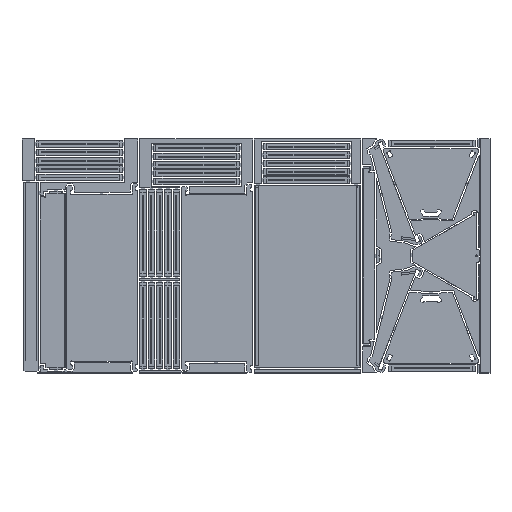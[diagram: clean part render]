
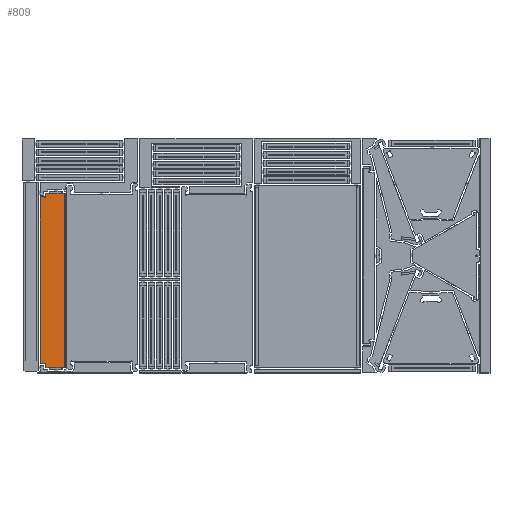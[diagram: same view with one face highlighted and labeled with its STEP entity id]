
A CAD part, top view. The second image highlights one B-rep face of the part: STEP entity #809.
In plain terms, the highlighted planar face has unit normal (0, 0, 1).
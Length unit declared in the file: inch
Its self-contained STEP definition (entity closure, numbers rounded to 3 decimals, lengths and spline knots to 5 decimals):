
#809=ADVANCED_FACE($,(#2133),#17999,.T.);
#2133=FACE_OUTER_BOUND($,#3488,.T.);
#3488=EDGE_LOOP($,(#7950,#7951,#7952,#7953,#7954,#7955,#7956,#7957,#7958,
#7959,#7960,#7961,#7962,#7963,#7964,#7965,#7966,#7967));
#7950=ORIENTED_EDGE($,*,*,#13354,.T.);
#7951=ORIENTED_EDGE($,*,*,#13292,.T.);
#7952=ORIENTED_EDGE($,*,*,#13339,.T.);
#7953=ORIENTED_EDGE($,*,*,#13344,.T.);
#7954=ORIENTED_EDGE($,*,*,#13294,.T.);
#7955=ORIENTED_EDGE($,*,*,#13295,.T.);
#7956=ORIENTED_EDGE($,*,*,#13276,.T.);
#7957=ORIENTED_EDGE($,*,*,#13296,.T.);
#7958=ORIENTED_EDGE($,*,*,#13297,.T.);
#7959=ORIENTED_EDGE($,*,*,#13298,.T.);
#7960=ORIENTED_EDGE($,*,*,#13282,.T.);
#7961=ORIENTED_EDGE($,*,*,#13299,.T.);
#7962=ORIENTED_EDGE($,*,*,#13300,.T.);
#7963=ORIENTED_EDGE($,*,*,#13287,.T.);
#7964=ORIENTED_EDGE($,*,*,#13325,.T.);
#7965=ORIENTED_EDGE($,*,*,#13330,.T.);
#7966=ORIENTED_EDGE($,*,*,#13301,.T.);
#7967=ORIENTED_EDGE($,*,*,#13351,.T.);
#13276=EDGE_CURVE($,#16246,#16247,#21817,.T.);
#13282=EDGE_CURVE($,#16250,#16251,#21823,.T.);
#13287=EDGE_CURVE($,#16253,#16278,#21828,.T.);
#13292=EDGE_CURVE($,#16255,#16292,#21833,.T.);
#13294=EDGE_CURVE($,#16244,#16245,#21835,.T.);
#13295=EDGE_CURVE($,#16245,#16246,#21836,.T.);
#13296=EDGE_CURVE($,#16247,#16248,#21837,.T.);
#13297=EDGE_CURVE($,#16248,#16249,#21838,.T.);
#13298=EDGE_CURVE($,#16249,#16250,#21839,.T.);
#13299=EDGE_CURVE($,#16251,#16252,#21840,.T.);
#13300=EDGE_CURVE($,#16252,#16253,#21841,.T.);
#13301=EDGE_CURVE($,#16254,#16294,#21842,.T.);
#13325=EDGE_CURVE($,#16278,#16285,#19896,.T.);
#13330=EDGE_CURVE($,#16285,#16254,#21868,.T.);
#13339=EDGE_CURVE($,#16292,#16291,#19900,.T.);
#13344=EDGE_CURVE($,#16291,#16244,#21878,.T.);
#13351=EDGE_CURVE($,#16294,#16299,#19904,.T.);
#13354=EDGE_CURVE($,#16299,#16255,#21884,.T.);
#16244=VERTEX_POINT($,#33478);
#16245=VERTEX_POINT($,#33479);
#16246=VERTEX_POINT($,#33480);
#16247=VERTEX_POINT($,#33481);
#16248=VERTEX_POINT($,#33482);
#16249=VERTEX_POINT($,#33483);
#16250=VERTEX_POINT($,#33484);
#16251=VERTEX_POINT($,#33485);
#16252=VERTEX_POINT($,#33486);
#16253=VERTEX_POINT($,#33487);
#16254=VERTEX_POINT($,#33488);
#16255=VERTEX_POINT($,#33489);
#16278=VERTEX_POINT($,#33512);
#16285=VERTEX_POINT($,#33519);
#16291=VERTEX_POINT($,#33525);
#16292=VERTEX_POINT($,#33526);
#16294=VERTEX_POINT($,#33528);
#16299=VERTEX_POINT($,#33533);
#17999=PLANE($,#23062);
#19896=B_SPLINE_CURVE_WITH_KNOTS($,1,(#31160,#31161),.UNSPECIFIED.,.F.,.F.,
(2,2),(-289.2381,-224.2381),.UNSPECIFIED.);
#19900=B_SPLINE_CURVE_WITH_KNOTS($,1,(#31194,#31195),.UNSPECIFIED.,.F.,.F.,
(2,2),(224.2381,289.2381),.UNSPECIFIED.);
#19904=B_SPLINE_CURVE_WITH_KNOTS($,1,(#31222,#31223),.UNSPECIFIED.,.F.,.F.,
(2,2),(6.,916.),.UNSPECIFIED.);
#21817=(
BOUNDED_CURVE()
B_SPLINE_CURVE(2,(#31006,#31007,#31008,#31009,#31010),.UNSPECIFIED.,.F.,
.F.)
B_SPLINE_CURVE_WITH_KNOTS((3,2,3),(34691.7861,34692.08062,34692.37515),
.UNSPECIFIED.)
CURVE()
GEOMETRIC_REPRESENTATION_ITEM()
RATIONAL_B_SPLINE_CURVE((1.,0.707,1.,0.707,1.))
REPRESENTATION_ITEM($)
);
#21823=(
BOUNDED_CURVE()
B_SPLINE_CURVE(2,(#31024,#31025,#31026,#31027,#31028),.UNSPECIFIED.,.F.,
.F.)
B_SPLINE_CURVE_WITH_KNOTS((3,2,3),(34728.34008,34728.63461,34728.92913),
.UNSPECIFIED.)
CURVE()
GEOMETRIC_REPRESENTATION_ITEM()
RATIONAL_B_SPLINE_CURVE((1.,0.707,1.,0.707,1.))
REPRESENTATION_ITEM($)
);
#21828=(
BOUNDED_CURVE()
B_SPLINE_CURVE(2,(#31040,#31041,#31042),.UNSPECIFIED.,.F.,.F.)
B_SPLINE_CURVE_WITH_KNOTS((3,3),(34730.02286,34730.31738),.UNSPECIFIED.)
CURVE()
GEOMETRIC_REPRESENTATION_ITEM()
RATIONAL_B_SPLINE_CURVE((1.,0.707,1.))
REPRESENTATION_ITEM($)
);
#21833=(
BOUNDED_CURVE()
B_SPLINE_CURVE(2,(#31057,#31058,#31059),.UNSPECIFIED.,.F.,.F.)
B_SPLINE_CURVE_WITH_KNOTS((3,3),(34770.49462,34770.78915),.UNSPECIFIED.)
CURVE()
GEOMETRIC_REPRESENTATION_ITEM()
RATIONAL_B_SPLINE_CURVE((1.,0.707,1.))
REPRESENTATION_ITEM($)
);
#21835=(
BOUNDED_CURVE()
B_SPLINE_CURVE(2,(#31065,#31066,#31067),.UNSPECIFIED.,.F.,.F.)
B_SPLINE_CURVE_WITH_KNOTS((3,3),(34690.69237,34691.26386),.UNSPECIFIED.)
CURVE()
GEOMETRIC_REPRESENTATION_ITEM()
RATIONAL_B_SPLINE_CURVE((1.,1.,1.))
REPRESENTATION_ITEM($)
);
#21836=(
BOUNDED_CURVE()
B_SPLINE_CURVE(2,(#31068,#31069,#31070),.UNSPECIFIED.,.F.,.F.)
B_SPLINE_CURVE_WITH_KNOTS((3,3),(34691.26386,34691.7861),.UNSPECIFIED.)
CURVE()
GEOMETRIC_REPRESENTATION_ITEM()
RATIONAL_B_SPLINE_CURVE((1.,1.,1.))
REPRESENTATION_ITEM($)
);
#21837=(
BOUNDED_CURVE()
B_SPLINE_CURVE(2,(#31071,#31072,#31073),.UNSPECIFIED.,.F.,.F.)
B_SPLINE_CURVE_WITH_KNOTS((3,3),(34692.37515,34693.23163),.UNSPECIFIED.)
CURVE()
GEOMETRIC_REPRESENTATION_ITEM()
RATIONAL_B_SPLINE_CURVE((1.,1.,1.))
REPRESENTATION_ITEM($)
);
#21838=(
BOUNDED_CURVE()
B_SPLINE_CURVE(2,(#31074,#31075,#31076),.UNSPECIFIED.,.F.,.F.)
B_SPLINE_CURVE_WITH_KNOTS((3,3),(34693.23163,34727.4836),.UNSPECIFIED.)
CURVE()
GEOMETRIC_REPRESENTATION_ITEM()
RATIONAL_B_SPLINE_CURVE((1.,1.,1.))
REPRESENTATION_ITEM($)
);
#21839=(
BOUNDED_CURVE()
B_SPLINE_CURVE(2,(#31077,#31078,#31079),.UNSPECIFIED.,.F.,.F.)
B_SPLINE_CURVE_WITH_KNOTS((3,3),(34727.4836,34728.34008),.UNSPECIFIED.)
CURVE()
GEOMETRIC_REPRESENTATION_ITEM()
RATIONAL_B_SPLINE_CURVE((1.,1.,1.))
REPRESENTATION_ITEM($)
);
#21840=(
BOUNDED_CURVE()
B_SPLINE_CURVE(2,(#31080,#31081,#31082),.UNSPECIFIED.,.F.,.F.)
B_SPLINE_CURVE_WITH_KNOTS((3,3),(34728.92913,34729.45137),.UNSPECIFIED.)
CURVE()
GEOMETRIC_REPRESENTATION_ITEM()
RATIONAL_B_SPLINE_CURVE((1.,1.,1.))
REPRESENTATION_ITEM($)
);
#21841=(
BOUNDED_CURVE()
B_SPLINE_CURVE(2,(#31083,#31084,#31085),.UNSPECIFIED.,.F.,.F.)
B_SPLINE_CURVE_WITH_KNOTS((3,3),(34729.45137,34730.02286),.UNSPECIFIED.)
CURVE()
GEOMETRIC_REPRESENTATION_ITEM()
RATIONAL_B_SPLINE_CURVE((1.,1.,1.))
REPRESENTATION_ITEM($)
);
#21842=(
BOUNDED_CURVE()
B_SPLINE_CURVE(2,(#31086,#31087,#31088),.UNSPECIFIED.,.F.,.F.)
B_SPLINE_CURVE_WITH_KNOTS((3,3),(34734.01708,34734.2506),.UNSPECIFIED.)
CURVE()
GEOMETRIC_REPRESENTATION_ITEM()
RATIONAL_B_SPLINE_CURVE((1.,1.,1.))
REPRESENTATION_ITEM($)
);
#21868=(
BOUNDED_CURVE()
B_SPLINE_CURVE(2,(#31170,#31171,#31172),.UNSPECIFIED.,.F.,.F.)
B_SPLINE_CURVE_WITH_KNOTS((3,3),(34733.72256,34734.01708),.UNSPECIFIED.)
CURVE()
GEOMETRIC_REPRESENTATION_ITEM()
RATIONAL_B_SPLINE_CURVE((1.,0.707,1.))
REPRESENTATION_ITEM($)
);
#21878=(
BOUNDED_CURVE()
B_SPLINE_CURVE(2,(#31204,#31205,#31206),.UNSPECIFIED.,.F.,.F.)
B_SPLINE_CURVE_WITH_KNOTS((3,3),(34690.39785,34690.69237),.UNSPECIFIED.)
CURVE()
GEOMETRIC_REPRESENTATION_ITEM()
RATIONAL_B_SPLINE_CURVE((1.,0.707,1.))
REPRESENTATION_ITEM($)
);
#21884=(
BOUNDED_CURVE()
B_SPLINE_CURVE(2,(#31228,#31229,#31230),.UNSPECIFIED.,.F.,.F.)
B_SPLINE_CURVE_WITH_KNOTS((3,3),(34770.2611,34770.49462),.UNSPECIFIED.)
CURVE()
GEOMETRIC_REPRESENTATION_ITEM()
RATIONAL_B_SPLINE_CURVE((1.,1.,1.))
REPRESENTATION_ITEM($)
);
#23062=AXIS2_PLACEMENT_3D($,#32861,#24101,$);
#24101=DIRECTION($,(0.,0.,1.));
#31006=CARTESIAN_POINT($,(4.84736,36.39386,0.));
#31007=CARTESIAN_POINT($,(4.97994,36.26128,0.));
#31008=CARTESIAN_POINT($,(4.84736,36.12869,0.));
#31009=CARTESIAN_POINT($,(4.71478,35.99611,0.));
#31010=CARTESIAN_POINT($,(4.5822,36.12869,0.));
#31024=CARTESIAN_POINT($,(4.5822,1.87673,0.));
#31025=CARTESIAN_POINT($,(4.71478,2.00931,0.));
#31026=CARTESIAN_POINT($,(4.84736,1.87673,0.));
#31027=CARTESIAN_POINT($,(4.97994,1.74414,0.));
#31028=CARTESIAN_POINT($,(4.84736,1.61156,0.));
#31040=CARTESIAN_POINT($,(5.41885,1.08932,0.));
#31041=CARTESIAN_POINT($,(5.55143,1.22191,0.));
#31042=CARTESIAN_POINT($,(5.68401,1.08932,0.));
#31057=CARTESIAN_POINT($,(8.50823,36.9161,0.));
#31058=CARTESIAN_POINT($,(8.37565,36.78351,0.));
#31059=CARTESIAN_POINT($,(8.24307,36.9161,0.));
#31065=CARTESIAN_POINT($,(5.41885,36.9161,0.));
#31066=CARTESIAN_POINT($,(5.1331,36.9161,0.));
#31067=CARTESIAN_POINT($,(4.84736,36.9161,0.));
#31068=CARTESIAN_POINT($,(4.84736,36.9161,0.));
#31069=CARTESIAN_POINT($,(4.84736,36.65498,0.));
#31070=CARTESIAN_POINT($,(4.84736,36.39386,0.));
#31071=CARTESIAN_POINT($,(4.5822,36.12869,0.));
#31072=CARTESIAN_POINT($,(4.15395,36.12869,0.));
#31073=CARTESIAN_POINT($,(3.72571,36.12869,0.));
#31074=CARTESIAN_POINT($,(3.72571,36.12869,0.));
#31075=CARTESIAN_POINT($,(3.72571,19.00271,0.));
#31076=CARTESIAN_POINT($,(3.72571,1.87673,0.));
#31077=CARTESIAN_POINT($,(3.72571,1.87673,0.));
#31078=CARTESIAN_POINT($,(4.15395,1.87673,0.));
#31079=CARTESIAN_POINT($,(4.5822,1.87673,0.));
#31080=CARTESIAN_POINT($,(4.84736,1.61156,0.));
#31081=CARTESIAN_POINT($,(4.84736,1.35044,0.));
#31082=CARTESIAN_POINT($,(4.84736,1.08932,0.));
#31083=CARTESIAN_POINT($,(4.84736,1.08932,0.));
#31084=CARTESIAN_POINT($,(5.1331,1.08932,0.));
#31085=CARTESIAN_POINT($,(5.41885,1.08932,0.));
#31086=CARTESIAN_POINT($,(8.50823,1.08932,0.));
#31087=CARTESIAN_POINT($,(8.625,1.08932,0.));
#31088=CARTESIAN_POINT($,(8.74176,1.08932,0.));
#31160=CARTESIAN_POINT($,(5.68401,1.08932,0.));
#31161=CARTESIAN_POINT($,(8.24307,1.08932,0.));
#31170=CARTESIAN_POINT($,(8.24307,1.08932,0.));
#31171=CARTESIAN_POINT($,(8.37565,1.22191,0.));
#31172=CARTESIAN_POINT($,(8.50823,1.08932,0.));
#31194=CARTESIAN_POINT($,(8.24307,36.9161,0.));
#31195=CARTESIAN_POINT($,(5.68401,36.9161,0.));
#31204=CARTESIAN_POINT($,(5.68401,36.9161,0.));
#31205=CARTESIAN_POINT($,(5.55143,36.78351,0.));
#31206=CARTESIAN_POINT($,(5.41885,36.9161,0.));
#31222=CARTESIAN_POINT($,(8.74176,1.08932,0.));
#31223=CARTESIAN_POINT($,(8.74176,36.9161,0.));
#31228=CARTESIAN_POINT($,(8.74176,36.9161,0.));
#31229=CARTESIAN_POINT($,(8.625,36.9161,0.));
#31230=CARTESIAN_POINT($,(8.50823,36.9161,0.));
#32861=CARTESIAN_POINT($,(8.74176,1.08932,0.));
#33478=CARTESIAN_POINT($,(5.41885,36.9161,0.));
#33479=CARTESIAN_POINT($,(4.84736,36.9161,0.));
#33480=CARTESIAN_POINT($,(4.84736,36.39386,0.));
#33481=CARTESIAN_POINT($,(4.5822,36.12869,0.));
#33482=CARTESIAN_POINT($,(3.72571,36.12869,0.));
#33483=CARTESIAN_POINT($,(3.72571,1.87673,0.));
#33484=CARTESIAN_POINT($,(4.5822,1.87673,0.));
#33485=CARTESIAN_POINT($,(4.84736,1.61156,0.));
#33486=CARTESIAN_POINT($,(4.84736,1.08932,0.));
#33487=CARTESIAN_POINT($,(5.41885,1.08932,0.));
#33488=CARTESIAN_POINT($,(8.50823,1.08932,0.));
#33489=CARTESIAN_POINT($,(8.50823,36.9161,0.));
#33512=CARTESIAN_POINT($,(5.68401,1.08932,0.));
#33519=CARTESIAN_POINT($,(8.24307,1.08932,0.));
#33525=CARTESIAN_POINT($,(5.68401,36.9161,0.));
#33526=CARTESIAN_POINT($,(8.24307,36.9161,0.));
#33528=CARTESIAN_POINT($,(8.74176,1.08932,0.));
#33533=CARTESIAN_POINT($,(8.74176,36.9161,0.));
